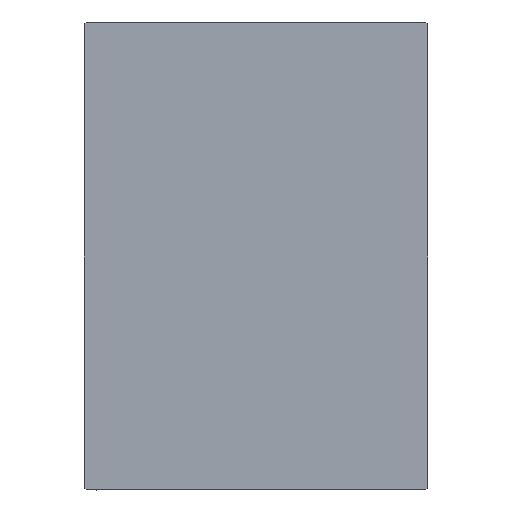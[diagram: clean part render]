
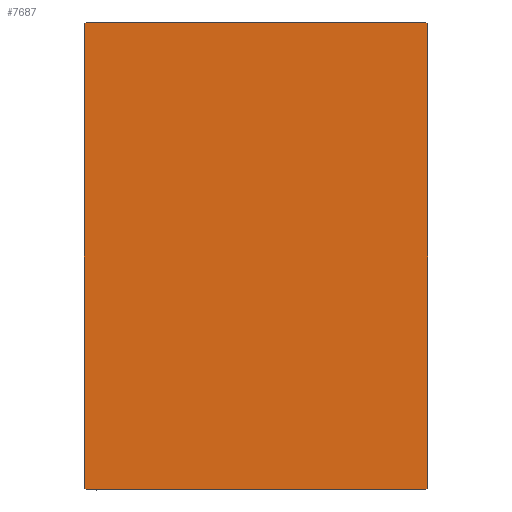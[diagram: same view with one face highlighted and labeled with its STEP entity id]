
A CAD part, left-side view. The second image highlights one B-rep face of the part: STEP entity #7687.
In plain terms, the highlighted face is planar.
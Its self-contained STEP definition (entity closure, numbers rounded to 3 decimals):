
#218 = DIRECTION ( 'NONE',  ( 0., 0.707, 0.707 ) ) ;
#987 = DIRECTION ( 'NONE',  ( 0., 0., -1. ) ) ;
#2322 = ORIENTED_EDGE ( 'NONE', *, *, #30956, .T. ) ;
#3614 = VECTOR ( 'NONE', #42082, 1000. ) ;
#4279 = ORIENTED_EDGE ( 'NONE', *, *, #25903, .T. ) ;
#4644 = EDGE_CURVE ( 'NONE', #34253, #38278, #42968, .T. ) ;
#5183 = CARTESIAN_POINT ( 'NONE',  ( 135., -27.2, -37.5 ) ) ;
#6046 = ORIENTED_EDGE ( 'NONE', *, *, #29769, .T. ) ;
#6338 = VERTEX_POINT ( 'NONE', #30603 ) ;
#7687 = ADVANCED_FACE ( 'NONE', ( #10907 ), #8409, .T. ) ;
#7710 = CARTESIAN_POINT ( 'NONE',  ( 135., -27.5, 37.2 ) ) ;
#8322 = VECTOR ( 'NONE', #21316, 1000. ) ;
#8409 = PLANE ( 'NONE',  #24356 ) ;
#9243 = EDGE_CURVE ( 'NONE', #6338, #11825, #15883, .T. ) ;
#9359 = VERTEX_POINT ( 'NONE', #11161 ) ;
#10437 = CARTESIAN_POINT ( 'NONE',  ( 135., 27.5, 37.5 ) ) ;
#10907 = FACE_OUTER_BOUND ( 'NONE', #32634, .T. ) ;
#11161 = CARTESIAN_POINT ( 'NONE',  ( 135., 27.2, 37.5 ) ) ;
#11344 = CARTESIAN_POINT ( 'NONE',  ( 135., 32.35, 32.35 ) ) ;
#11825 = VERTEX_POINT ( 'NONE', #25979 ) ;
#11997 = LINE ( 'NONE', #11344, #18659 ) ;
#12304 = VECTOR ( 'NONE', #21425, 1000. ) ;
#12983 = VECTOR ( 'NONE', #218, 1000. ) ;
#13715 = ORIENTED_EDGE ( 'NONE', *, *, #20682, .T. ) ;
#14226 = DIRECTION ( 'NONE',  ( 0., -1., 0. ) ) ;
#15652 = VERTEX_POINT ( 'NONE', #5183 ) ;
#15883 = LINE ( 'NONE', #29512, #12983 ) ;
#18048 = ORIENTED_EDGE ( 'NONE', *, *, #4644, .T. ) ;
#18057 = DIRECTION ( 'NONE',  ( 0., -0.707, 0.707 ) ) ;
#18107 = CARTESIAN_POINT ( 'NONE',  ( 135., -27.5, -37.2 ) ) ;
#18659 = VECTOR ( 'NONE', #18057, 1000. ) ;
#20682 = EDGE_CURVE ( 'NONE', #11825, #25672, #38289, .T. ) ;
#21127 = CARTESIAN_POINT ( 'NONE',  ( 135., -27.5, 37.5 ) ) ;
#21316 = DIRECTION ( 'NONE',  ( 0., 0., 1. ) ) ;
#21388 = VECTOR ( 'NONE', #14226, 1000. ) ;
#21425 = DIRECTION ( 'NONE',  ( 0., 1., 0. ) ) ;
#21617 = CARTESIAN_POINT ( 'NONE',  ( 135., 0., 0. ) ) ;
#21799 = CARTESIAN_POINT ( 'NONE',  ( 135., -27.2, 37.5 ) ) ;
#21938 = ORIENTED_EDGE ( 'NONE', *, *, #9243, .T. ) ;
#23538 = ORIENTED_EDGE ( 'NONE', *, *, #41151, .T. ) ;
#24356 = AXIS2_PLACEMENT_3D ( 'NONE', #21617, #28306, #31659 ) ;
#24451 = CARTESIAN_POINT ( 'NONE',  ( 135., 27.5, -37.5 ) ) ;
#24787 = VECTOR ( 'NONE', #987, 1000. ) ;
#25672 = VERTEX_POINT ( 'NONE', #42864 ) ;
#25903 = EDGE_CURVE ( 'NONE', #38278, #28417, #30954, .T. ) ;
#25979 = CARTESIAN_POINT ( 'NONE',  ( 135., 27.5, -37.2 ) ) ;
#26327 = LINE ( 'NONE', #26557, #27073 ) ;
#26557 = CARTESIAN_POINT ( 'NONE',  ( 135., -32.35, -32.35 ) ) ;
#27073 = VECTOR ( 'NONE', #43982, 1000. ) ;
#28306 = DIRECTION ( 'NONE',  ( 1., 0., 0. ) ) ;
#28417 = VERTEX_POINT ( 'NONE', #18107 ) ;
#29512 = CARTESIAN_POINT ( 'NONE',  ( 135., 32.35, -32.35 ) ) ;
#29769 = EDGE_CURVE ( 'NONE', #9359, #34253, #41489, .T. ) ;
#30570 = ORIENTED_EDGE ( 'NONE', *, *, #43559, .T. ) ;
#30603 = CARTESIAN_POINT ( 'NONE',  ( 135., 27.2, -37.5 ) ) ;
#30954 = LINE ( 'NONE', #21127, #24787 ) ;
#30956 = EDGE_CURVE ( 'NONE', #28417, #15652, #26327, .T. ) ;
#31659 = DIRECTION ( 'NONE',  ( 0., 0., -1. ) ) ;
#31799 = CARTESIAN_POINT ( 'NONE',  ( 135., -32.35, 32.35 ) ) ;
#31897 = LINE ( 'NONE', #41758, #12304 ) ;
#32634 = EDGE_LOOP ( 'NONE', ( #30570, #21938, #13715, #23538, #6046, #18048, #4279, #2322 ) ) ;
#34253 = VERTEX_POINT ( 'NONE', #21799 ) ;
#38278 = VERTEX_POINT ( 'NONE', #7710 ) ;
#38289 = LINE ( 'NONE', #24451, #8322 ) ;
#41151 = EDGE_CURVE ( 'NONE', #25672, #9359, #11997, .T. ) ;
#41489 = LINE ( 'NONE', #10437, #21388 ) ;
#41758 = CARTESIAN_POINT ( 'NONE',  ( 135., -27.5, -37.5 ) ) ;
#42082 = DIRECTION ( 'NONE',  ( 0., -0.707, -0.707 ) ) ;
#42864 = CARTESIAN_POINT ( 'NONE',  ( 135., 27.5, 37.2 ) ) ;
#42968 = LINE ( 'NONE', #31799, #3614 ) ;
#43559 = EDGE_CURVE ( 'NONE', #15652, #6338, #31897, .T. ) ;
#43982 = DIRECTION ( 'NONE',  ( 0., 0.707, -0.707 ) ) ;
